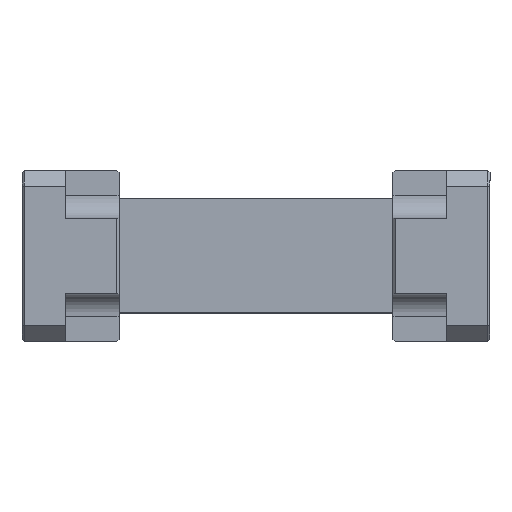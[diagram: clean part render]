
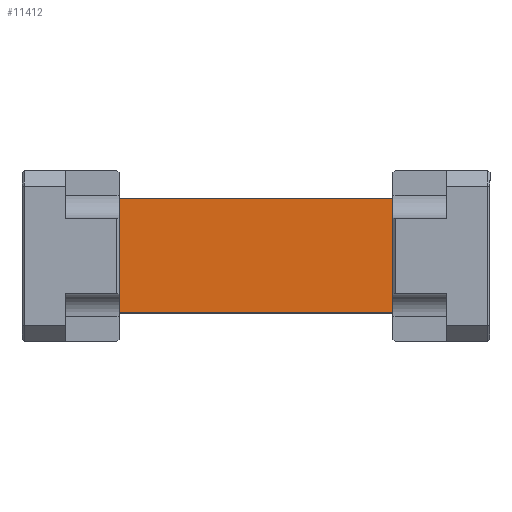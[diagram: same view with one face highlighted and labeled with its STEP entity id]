
A CAD part, top view. The second image highlights one B-rep face of the part: STEP entity #11412.
In plain terms, the highlighted planar face has unit normal (0, 0, 1).
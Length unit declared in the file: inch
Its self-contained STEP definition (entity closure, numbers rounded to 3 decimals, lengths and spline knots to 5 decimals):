
#137 = ORIENTED_EDGE ( 'NONE', *, *, #17054, .T. ) ;
#151 = CARTESIAN_POINT ( 'NONE',  ( -0.6, 0.5, 0.6 ) ) ;
#631 = DIRECTION ( 'NONE',  ( 1., 0., 0. ) ) ;
#914 = EDGE_CURVE ( 'NONE', #12174, #8642, #15954, .T. ) ;
#977 = VECTOR ( 'NONE', #20289, 39.37008 ) ;
#2618 = CARTESIAN_POINT ( 'NONE',  ( 0.6, 0.5, 0.6 ) ) ;
#3974 = EDGE_CURVE ( 'NONE', #4336, #12174, #11523, .T. ) ;
#4294 = FACE_OUTER_BOUND ( 'NONE', #20406, .T. ) ;
#4336 = VERTEX_POINT ( 'NONE', #15788 ) ;
#5371 = PLANE ( 'NONE',  #15284 ) ;
#5994 = CARTESIAN_POINT ( 'NONE',  ( 0.6, 0.5, 0.6 ) ) ;
#7281 = VECTOR ( 'NONE', #13525, 39.37008 ) ;
#7333 = LINE ( 'NONE', #20224, #977 ) ;
#8642 = VERTEX_POINT ( 'NONE', #10476 ) ;
#10476 = CARTESIAN_POINT ( 'NONE',  ( 0.6, 0., 0.6 ) ) ;
#11412 = ADVANCED_FACE ( 'NONE', ( #4294 ), #5371, .F. ) ;
#11516 = DIRECTION ( 'NONE',  ( 0., -1., 0. ) ) ;
#11523 = LINE ( 'NONE', #13929, #19635 ) ;
#11857 = VECTOR ( 'NONE', #11516, 39.37008 ) ;
#12174 = VERTEX_POINT ( 'NONE', #5994 ) ;
#13525 = DIRECTION ( 'NONE',  ( 0., -1., 0. ) ) ;
#13788 = CARTESIAN_POINT ( 'NONE',  ( 0.6, 0.5, 0.6 ) ) ;
#13929 = CARTESIAN_POINT ( 'NONE',  ( 0.6, 0.5, 0.6 ) ) ;
#15284 = AXIS2_PLACEMENT_3D ( 'NONE', #13788, #16757, #16827 ) ;
#15788 = CARTESIAN_POINT ( 'NONE',  ( -0.6, 0.5, 0.6 ) ) ;
#15954 = LINE ( 'NONE', #2618, #7281 ) ;
#16480 = CARTESIAN_POINT ( 'NONE',  ( -0.6, 0., 0.6 ) ) ;
#16757 = DIRECTION ( 'NONE',  ( 0., 0., -1. ) ) ;
#16827 = DIRECTION ( 'NONE',  ( -1., 0., 0. ) ) ;
#16931 = VERTEX_POINT ( 'NONE', #16480 ) ;
#17054 = EDGE_CURVE ( 'NONE', #16931, #8642, #7333, .T. ) ;
#19197 = ORIENTED_EDGE ( 'NONE', *, *, #914, .F. ) ;
#19205 = ORIENTED_EDGE ( 'NONE', *, *, #3974, .F. ) ;
#19263 = EDGE_CURVE ( 'NONE', #4336, #16931, #19981, .T. ) ;
#19635 = VECTOR ( 'NONE', #631, 39.37008 ) ;
#19743 = ORIENTED_EDGE ( 'NONE', *, *, #19263, .T. ) ;
#19981 = LINE ( 'NONE', #151, #11857 ) ;
#20224 = CARTESIAN_POINT ( 'NONE',  ( 0.6, 0., 0.6 ) ) ;
#20289 = DIRECTION ( 'NONE',  ( 1., 0., 0. ) ) ;
#20406 = EDGE_LOOP ( 'NONE', ( #137, #19197, #19205, #19743 ) ) ;
